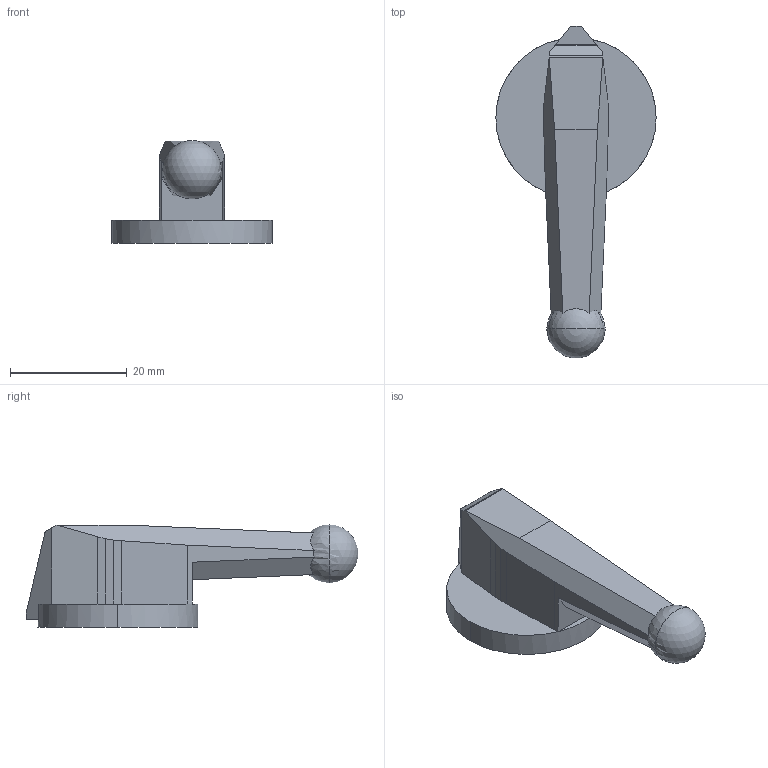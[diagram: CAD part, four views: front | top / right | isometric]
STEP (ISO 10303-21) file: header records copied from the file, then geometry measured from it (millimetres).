
FILE_DESCRIPTION((''),'2;1');
FILE_NAME('3d_7AR224.stp','2012-10-02T14:37:23',(''),(''),'Mechanical Desktop 2011','Mechanical Desktop 2011',', , ');
FILE_SCHEMA(('CONFIG_CONTROL_DESIGN'));
Length unit declared in the file: millimetre
Products named in the file (1): Product
Bounding box: 27.5 x 56.95 x 17.62 mm (x, y, z)
Volume: 7714.4 mm3; surface area: 3199.4 mm2
Topology: 1 solids, 1 shells, 44 faces, 123 edges, 78 vertices
Faces by surface type: plane 39, cylinder 3, sphere 2
Entity records: 1468 total; most frequent: CARTESIAN_POINT 246, ORIENTED_EDGE 238, DIRECTION 231, EDGE_CURVE 119, VECTOR 93, LINE 93, VERTEX_POINT 78, AXIS2_PLACEMENT_3D 69
